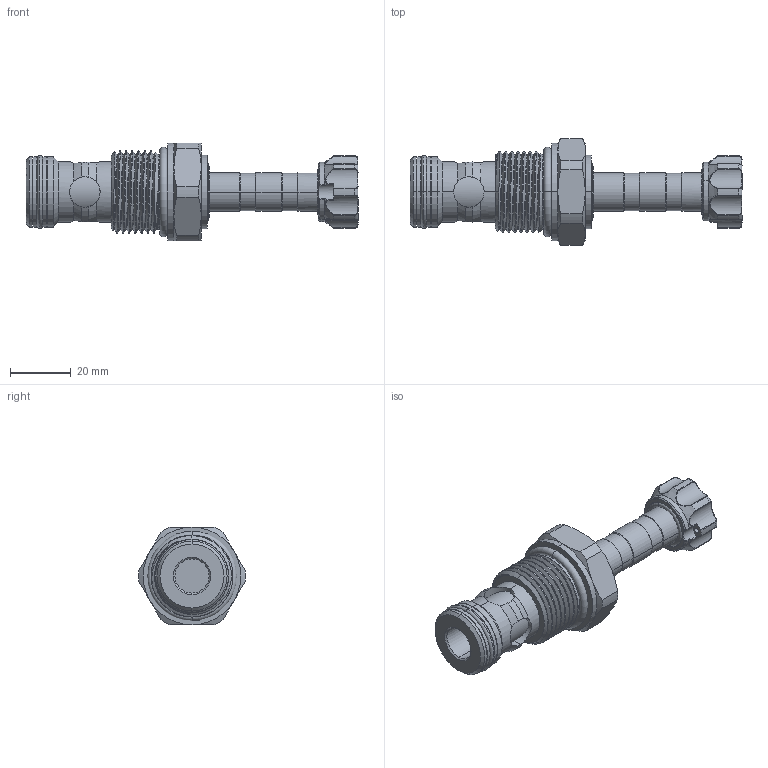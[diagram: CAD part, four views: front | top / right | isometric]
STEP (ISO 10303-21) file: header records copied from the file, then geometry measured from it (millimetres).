
FILE_DESCRIPTION (( 'STEP AP203' ), '1' );
FILE_NAME ('EP27M2A03N05.STEP', '2020-05-13T01:25:13', ( '' ), ( '' ), 'SwSTEP 2.0', 'SolidWorks 2018', '' );
FILE_SCHEMA (( 'CONFIG_CONTROL_DESIGN' ));
Length unit declared in the file: millimetre
Products named in the file (1): EP27M2A03N05
Bounding box: 108.9 x 35.08 x 32 mm (x, y, z)
Volume: 37362.1 mm3; surface area: 12819.9 mm2
Topology: 4 solids, 4 shells, 276 faces, 665 edges, 406 vertices
Faces by surface type: cylinder 130, cone 49, bspline 38, torus 31, plane 28
Entity records: 14706 total; most frequent: CARTESIAN_POINT 8613, ORIENTED_EDGE 1326, DIRECTION 1197, EDGE_CURVE 663, AXIS2_PLACEMENT_3D 519, VERTEX_POINT 406, EDGE_LOOP 295, CIRCLE 280
